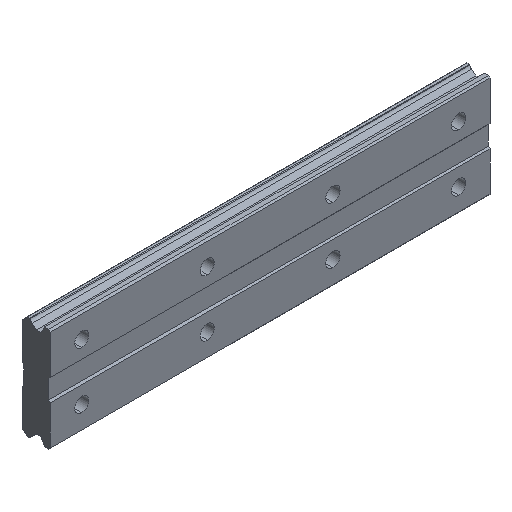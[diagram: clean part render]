
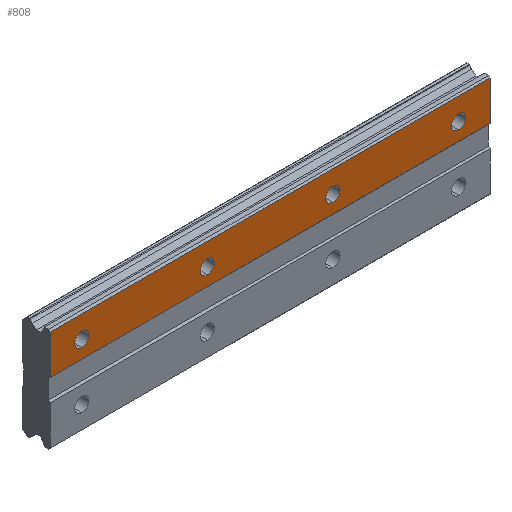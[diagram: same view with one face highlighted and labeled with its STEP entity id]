
A CAD part, isometric view. The second image highlights one B-rep face of the part: STEP entity #808.
In plain terms, the highlighted planar face has unit normal (0, -1, 0).
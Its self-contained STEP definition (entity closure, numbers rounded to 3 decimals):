
#8 = CIRCLE ( 'NONE', #1661, 2.25 ) ;
#30 = VERTEX_POINT ( 'NONE', #1315 ) ;
#50 = ORIENTED_EDGE ( 'NONE', *, *, #1747, .F. ) ;
#51 = EDGE_CURVE ( 'NONE', #279, #1025, #1002, .T. ) ;
#81 = ORIENTED_EDGE ( 'NONE', *, *, #454, .F. ) ;
#91 = DIRECTION ( 'NONE',  ( 0., 0., 1. ) ) ;
#114 = EDGE_CURVE ( 'NONE', #965, #1872, #8, .T. ) ;
#165 = EDGE_LOOP ( 'NONE', ( #300, #1245 ) ) ;
#185 = EDGE_CURVE ( 'NONE', #723, #1383, #927, .T. ) ;
#197 = CARTESIAN_POINT ( 'NONE',  ( 130., 0., 16. ) ) ;
#198 = DIRECTION ( 'NONE',  ( 0., 0., 1. ) ) ;
#214 = EDGE_CURVE ( 'NONE', #480, #1946, #633, .T. ) ;
#279 = VERTEX_POINT ( 'NONE', #1242 ) ;
#300 = ORIENTED_EDGE ( 'NONE', *, *, #911, .F. ) ;
#333 = VERTEX_POINT ( 'NONE', #1425 ) ;
#365 = ORIENTED_EDGE ( 'NONE', *, *, #114, .F. ) ;
#432 = VECTOR ( 'NONE', #91, 1000. ) ;
#454 = EDGE_CURVE ( 'NONE', #333, #480, #971, .T. ) ;
#470 = EDGE_CURVE ( 'NONE', #1946, #559, #1222, .T. ) ;
#480 = VERTEX_POINT ( 'NONE', #1787 ) ;
#559 = VERTEX_POINT ( 'NONE', #197 ) ;
#573 = CARTESIAN_POINT ( 'NONE',  ( 120., 0., 6.75 ) ) ;
#581 = AXIS2_PLACEMENT_3D ( 'NONE', #1533, #1354, #2070 ) ;
#584 = VECTOR ( 'NONE', #794, 1000. ) ;
#607 = CARTESIAN_POINT ( 'NONE',  ( 0., 0., 6.75 ) ) ;
#614 = EDGE_CURVE ( 'NONE', #30, #921, #780, .T. ) ;
#633 = LINE ( 'NONE', #1192, #432 ) ;
#635 = DIRECTION ( 'NONE',  ( 0., 1., 0. ) ) ;
#723 = VERTEX_POINT ( 'NONE', #607 ) ;
#726 = CIRCLE ( 'NONE', #1811, 2.25 ) ;
#732 = DIRECTION ( 'NONE',  ( 0., -1., 0. ) ) ;
#780 = CIRCLE ( 'NONE', #1546, 2.25 ) ;
#788 = EDGE_LOOP ( 'NONE', ( #365, #1092 ) ) ;
#794 = DIRECTION ( 'NONE',  ( -1., 0., 0. ) ) ;
#799 = CARTESIAN_POINT ( 'NONE',  ( 80., 0., 11.25 ) ) ;
#808 = ADVANCED_FACE ( 'NONE', ( #1980, #1764, #1376, #2130, #1728 ), #1568, .F. ) ;
#814 = CARTESIAN_POINT ( 'NONE',  ( 130., 0., 16. ) ) ;
#883 = CARTESIAN_POINT ( 'NONE',  ( 130., 0., 16. ) ) ;
#911 = EDGE_CURVE ( 'NONE', #1383, #723, #1623, .T. ) ;
#921 = VERTEX_POINT ( 'NONE', #799 ) ;
#927 = CIRCLE ( 'NONE', #1390, 2.25 ) ;
#942 = ORIENTED_EDGE ( 'NONE', *, *, #1304, .F. ) ;
#943 = DIRECTION ( 'NONE',  ( 0., 0., 1. ) ) ;
#965 = VERTEX_POINT ( 'NONE', #1313 ) ;
#971 = LINE ( 'NONE', #1709, #584 ) ;
#1001 = CIRCLE ( 'NONE', #2370, 2.25 ) ;
#1002 = CIRCLE ( 'NONE', #581, 2.25 ) ;
#1025 = VERTEX_POINT ( 'NONE', #1484 ) ;
#1070 = CARTESIAN_POINT ( 'NONE',  ( 0., 0., 9. ) ) ;
#1073 = DIRECTION ( 'NONE',  ( 0., 0., -1. ) ) ;
#1092 = ORIENTED_EDGE ( 'NONE', *, *, #1870, .F. ) ;
#1114 = CARTESIAN_POINT ( 'NONE',  ( 0., 0., 11.25 ) ) ;
#1191 = ORIENTED_EDGE ( 'NONE', *, *, #2177, .F. ) ;
#1192 = CARTESIAN_POINT ( 'NONE',  ( -10., 0., 16. ) ) ;
#1222 = LINE ( 'NONE', #1588, #2221 ) ;
#1237 = DIRECTION ( 'NONE',  ( 1., 0., 0. ) ) ;
#1242 = CARTESIAN_POINT ( 'NONE',  ( 40., 0., 11.25 ) ) ;
#1245 = ORIENTED_EDGE ( 'NONE', *, *, #185, .F. ) ;
#1304 = EDGE_CURVE ( 'NONE', #1025, #279, #1001, .T. ) ;
#1313 = CARTESIAN_POINT ( 'NONE',  ( 120., 0., 11.25 ) ) ;
#1315 = CARTESIAN_POINT ( 'NONE',  ( 80., 0., 6.75 ) ) ;
#1328 = DIRECTION ( 'NONE',  ( 0., -1., 0. ) ) ;
#1344 = VECTOR ( 'NONE', #1073, 1000. ) ;
#1354 = DIRECTION ( 'NONE',  ( 0., -1., 0. ) ) ;
#1366 = DIRECTION ( 'NONE',  ( 0., 0., 1. ) ) ;
#1375 = DIRECTION ( 'NONE',  ( 0., 0., 1. ) ) ;
#1376 = FACE_BOUND ( 'NONE', #788, .T. ) ;
#1383 = VERTEX_POINT ( 'NONE', #1114 ) ;
#1390 = AXIS2_PLACEMENT_3D ( 'NONE', #1566, #1952, #1375 ) ;
#1404 = DIRECTION ( 'NONE',  ( 0., -1., 0. ) ) ;
#1425 = CARTESIAN_POINT ( 'NONE',  ( 130., 0., 3.5 ) ) ;
#1457 = ORIENTED_EDGE ( 'NONE', *, *, #614, .F. ) ;
#1463 = CIRCLE ( 'NONE', #1926, 2.25 ) ;
#1484 = CARTESIAN_POINT ( 'NONE',  ( 40., 0., 6.75 ) ) ;
#1503 = AXIS2_PLACEMENT_3D ( 'NONE', #1070, #2384, #1813 ) ;
#1533 = CARTESIAN_POINT ( 'NONE',  ( 40., 0., 9. ) ) ;
#1534 = CARTESIAN_POINT ( 'NONE',  ( 80., 0., 9. ) ) ;
#1546 = AXIS2_PLACEMENT_3D ( 'NONE', #1534, #1876, #2289 ) ;
#1558 = ORIENTED_EDGE ( 'NONE', *, *, #51, .F. ) ;
#1566 = CARTESIAN_POINT ( 'NONE',  ( 0., 0., 9. ) ) ;
#1568 = PLANE ( 'NONE',  #2025 ) ;
#1588 = CARTESIAN_POINT ( 'NONE',  ( 130., 0., 16. ) ) ;
#1622 = ORIENTED_EDGE ( 'NONE', *, *, #470, .F. ) ;
#1623 = CIRCLE ( 'NONE', #1503, 2.25 ) ;
#1640 = ORIENTED_EDGE ( 'NONE', *, *, #214, .F. ) ;
#1661 = AXIS2_PLACEMENT_3D ( 'NONE', #1670, #1328, #943 ) ;
#1670 = CARTESIAN_POINT ( 'NONE',  ( 120., 0., 9. ) ) ;
#1709 = CARTESIAN_POINT ( 'NONE',  ( 130., 0., 3.5 ) ) ;
#1728 = FACE_BOUND ( 'NONE', #2012, .T. ) ;
#1747 = EDGE_CURVE ( 'NONE', #559, #333, #1805, .T. ) ;
#1764 = FACE_BOUND ( 'NONE', #165, .T. ) ;
#1787 = CARTESIAN_POINT ( 'NONE',  ( -10., 0., 3.5 ) ) ;
#1805 = LINE ( 'NONE', #883, #1344 ) ;
#1809 = CARTESIAN_POINT ( 'NONE',  ( 80., 0., 9. ) ) ;
#1811 = AXIS2_PLACEMENT_3D ( 'NONE', #2337, #1404, #198 ) ;
#1813 = DIRECTION ( 'NONE',  ( 0., 0., 1. ) ) ;
#1865 = EDGE_LOOP ( 'NONE', ( #81, #50, #1622, #1640 ) ) ;
#1870 = EDGE_CURVE ( 'NONE', #1872, #965, #726, .T. ) ;
#1872 = VERTEX_POINT ( 'NONE', #573 ) ;
#1876 = DIRECTION ( 'NONE',  ( 0., -1., 0. ) ) ;
#1926 = AXIS2_PLACEMENT_3D ( 'NONE', #1809, #732, #2226 ) ;
#1946 = VERTEX_POINT ( 'NONE', #2234 ) ;
#1952 = DIRECTION ( 'NONE',  ( 0., -1., 0. ) ) ;
#1980 = FACE_OUTER_BOUND ( 'NONE', #1865, .T. ) ;
#1989 = DIRECTION ( 'NONE',  ( 0., 0., 1. ) ) ;
#2010 = CARTESIAN_POINT ( 'NONE',  ( 40., 0., 9. ) ) ;
#2012 = EDGE_LOOP ( 'NONE', ( #1558, #942 ) ) ;
#2025 = AXIS2_PLACEMENT_3D ( 'NONE', #814, #635, #1366 ) ;
#2070 = DIRECTION ( 'NONE',  ( 0., 0., 1. ) ) ;
#2130 = FACE_BOUND ( 'NONE', #2143, .T. ) ;
#2143 = EDGE_LOOP ( 'NONE', ( #1191, #1457 ) ) ;
#2159 = DIRECTION ( 'NONE',  ( 0., -1., 0. ) ) ;
#2177 = EDGE_CURVE ( 'NONE', #921, #30, #1463, .T. ) ;
#2221 = VECTOR ( 'NONE', #1237, 1000. ) ;
#2226 = DIRECTION ( 'NONE',  ( 0., 0., 1. ) ) ;
#2234 = CARTESIAN_POINT ( 'NONE',  ( -10., 0., 16. ) ) ;
#2289 = DIRECTION ( 'NONE',  ( 0., 0., 1. ) ) ;
#2337 = CARTESIAN_POINT ( 'NONE',  ( 120., 0., 9. ) ) ;
#2370 = AXIS2_PLACEMENT_3D ( 'NONE', #2010, #2159, #1989 ) ;
#2384 = DIRECTION ( 'NONE',  ( 0., -1., 0. ) ) ;
